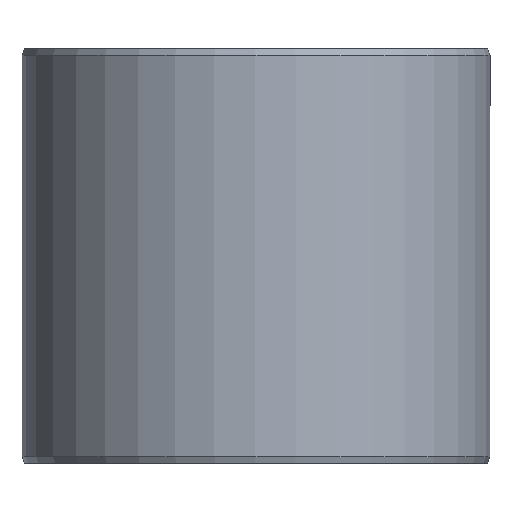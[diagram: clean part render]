
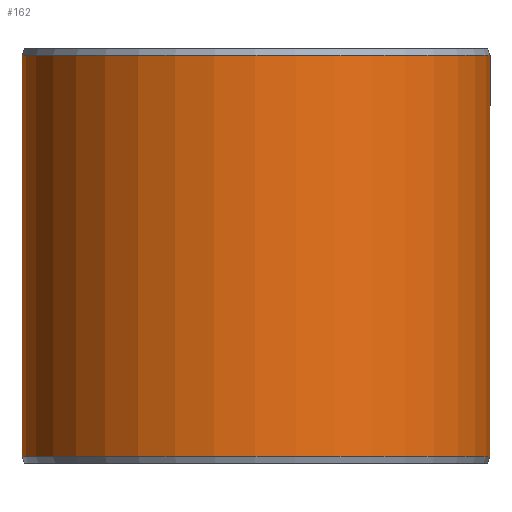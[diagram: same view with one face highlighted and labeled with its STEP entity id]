
A CAD part, front view. The second image highlights one B-rep face of the part: STEP entity #162.
In plain terms, the highlighted cylindrical face has radius 65 mm (diameter 130 mm), a partial arc.
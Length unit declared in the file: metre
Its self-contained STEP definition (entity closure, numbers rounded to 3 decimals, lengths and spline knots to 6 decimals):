
#162=ADVANCED_FACE('',(#185,#186),#187,.T.);
#185=FACE_OUTER_BOUND('',#211,.T.);
#186=FACE_BOUND('',#212,.T.);
#187=CYLINDRICAL_SURFACE('',#213,0.065);
#211=EDGE_LOOP('',(#289,#290,#291,#292));
#212=EDGE_LOOP('',(#293));
#213=AXIS2_PLACEMENT_3D('',#294,#295,#296);
#289=ORIENTED_EDGE('',*,*,#314,.T.);
#290=ORIENTED_EDGE('',*,*,#323,.F.);
#291=ORIENTED_EDGE('',*,*,#309,.F.);
#292=ORIENTED_EDGE('',*,*,#324,.T.);
#293=ORIENTED_EDGE('',*,*,#327,.T.);
#294=CARTESIAN_POINT('',(0.,0.,0.0));
#295=DIRECTION('',(0.,0.0,-1.0));
#296=DIRECTION('',(-1.0,0.0,0.));
#309=EDGE_CURVE('',#341,#342,#343,.T.);
#314=EDGE_CURVE('',#351,#349,#352,.T.);
#323=EDGE_CURVE('',#342,#349,#365,.T.);
#324=EDGE_CURVE('',#341,#351,#366,.T.);
#327=EDGE_CURVE('',#370,#370,#371,.T.);
#341=VERTEX_POINT('',#389);
#342=VERTEX_POINT('',#390);
#343=CIRCLE('',#391,0.065);
#349=VERTEX_POINT('',#399);
#351=VERTEX_POINT('',#402);
#352=CIRCLE('',#403,0.065);
#365=LINE('',#422,#423);
#366=LINE('',#424,#425);
#370=VERTEX_POINT('',#503);
#371=B_SPLINE_CURVE_WITH_KNOTS('',3,(#504,#505,#506,#507,#508,#509,#510,#511,#512,#513,#514,#515,#516,#517,#518,#519,#520,#521,#522,#523,#524,#525,#526,#527,#528,#529,#530,#531,#532,#533,#534,#535,#536,#537,#538,#539,#540,#541,#542,#543,#544,#545,#546,#547,#548,#549,#550,#551,#552,#553,#554,#555,#556,#557,#558,#559,#560,#561,#562,#563,#564,#565,#566,#567,#568,#569,#570,#571,#572,#573,#574,#575,#576,#577),.UNSPECIFIED.,.T.,.F.,(2,2,2,2,2,2,2,2,2,2,2,2,2,2,2,2,2,2,2,2,2,2,2,2,2,2,2,2,2,2,2,2,2,2,2,2,2,2,2),(-0.000977,0.0,0.000977,0.001466,0.001955,0.002932,0.003909,0.004886,0.005864,0.006841,0.007818,0.008795,0.009773,0.010261,0.01075,0.011727,0.012704,0.013193,0.013682,0.014659,0.015636,0.016614,0.017591,0.018568,0.019545,0.020523,0.0215,0.022477,0.023454,0.024432,0.02492,0.025409,0.026386,0.027363,0.028341,0.029318,0.030295,0.031272,0.03225),.UNSPECIFIED.);
#389=CARTESIAN_POINT('',(0.001134,0.06499,0.0018));
#390=CARTESIAN_POINT('',(0.,0.065,0.0018));
#391=AXIS2_PLACEMENT_3D('',#591,#592,#593);
#399=CARTESIAN_POINT('',(0.,0.065,0.1132));
#402=CARTESIAN_POINT('',(0.001134,0.06499,0.1132));
#403=AXIS2_PLACEMENT_3D('',#600,#601,#602);
#422=CARTESIAN_POINT('',(0.,0.065,0.0018));
#423=VECTOR('',#615,1.0);
#424=CARTESIAN_POINT('',(0.001134,0.06499,0.0018));
#425=VECTOR('',#616,1.0);
#503=CARTESIAN_POINT('',(0.052976,-0.037664,0.0575));
#504=CARTESIAN_POINT('',(0.052976,-0.037664,0.05717));
#505=CARTESIAN_POINT('',(0.052976,-0.037664,0.05783));
#506=CARTESIAN_POINT('',(0.052994,-0.037638,0.058155));
#507=CARTESIAN_POINT('',(0.05305,-0.03756,0.058635));
#508=CARTESIAN_POINT('',(0.053073,-0.037527,0.058793));
#509=CARTESIAN_POINT('',(0.053128,-0.037449,0.059107));
#510=CARTESIAN_POINT('',(0.05316,-0.037403,0.059264));
#511=CARTESIAN_POINT('',(0.053268,-0.037249,0.059718));
#512=CARTESIAN_POINT('',(0.053357,-0.037123,0.060005));
#513=CARTESIAN_POINT('',(0.053563,-0.036824,0.060548));
#514=CARTESIAN_POINT('',(0.053683,-0.036649,0.060805));
#515=CARTESIAN_POINT('',(0.053942,-0.036267,0.061266));
#516=CARTESIAN_POINT('',(0.054082,-0.036058,0.061473));
#517=CARTESIAN_POINT('',(0.054384,-0.035601,0.061839));
#518=CARTESIAN_POINT('',(0.054543,-0.035358,0.061994));
#519=CARTESIAN_POINT('',(0.054868,-0.034851,0.062244));
#520=CARTESIAN_POINT('',(0.055036,-0.034585,0.06234));
#521=CARTESIAN_POINT('',(0.055377,-0.034036,0.062468));
#522=CARTESIAN_POINT('',(0.055546,-0.033759,0.0625));
#523=CARTESIAN_POINT('',(0.055883,-0.0332,0.0625));
#524=CARTESIAN_POINT('',(0.056051,-0.032915,0.062468));
#525=CARTESIAN_POINT('',(0.056373,-0.03236,0.06234));
#526=CARTESIAN_POINT('',(0.056528,-0.032089,0.062246));
#527=CARTESIAN_POINT('',(0.05675,-0.031693,0.062058));
#528=CARTESIAN_POINT('',(0.056823,-0.031562,0.061987));
#529=CARTESIAN_POINT('',(0.056963,-0.031309,0.061832));
#530=CARTESIAN_POINT('',(0.05703,-0.031186,0.061748));
#531=CARTESIAN_POINT('',(0.057225,-0.030828,0.061477));
#532=CARTESIAN_POINT('',(0.057344,-0.030606,0.06127));
#533=CARTESIAN_POINT('',(0.057563,-0.030192,0.060804));
#534=CARTESIAN_POINT('',(0.057659,-0.030008,0.060551));
#535=CARTESIAN_POINT('',(0.057784,-0.029766,0.060145));
#536=CARTESIAN_POINT('',(0.057822,-0.029691,0.060005));
#537=CARTESIAN_POINT('',(0.057893,-0.029553,0.059716));
#538=CARTESIAN_POINT('',(0.057925,-0.02949,0.059566));
#539=CARTESIAN_POINT('',(0.058011,-0.029322,0.059112));
#540=CARTESIAN_POINT('',(0.058054,-0.029237,0.0588));
#541=CARTESIAN_POINT('',(0.058111,-0.029122,0.05816));
#542=CARTESIAN_POINT('',(0.058126,-0.029093,0.057828));
#543=CARTESIAN_POINT('',(0.058126,-0.029092,0.057175));
#544=CARTESIAN_POINT('',(0.058112,-0.029121,0.056851));
#545=CARTESIAN_POINT('',(0.058054,-0.029235,0.056206));
#546=CARTESIAN_POINT('',(0.058011,-0.029321,0.05589));
#547=CARTESIAN_POINT('',(0.057898,-0.029544,0.055288));
#548=CARTESIAN_POINT('',(0.057828,-0.029682,0.054998));
#549=CARTESIAN_POINT('',(0.05766,-0.030007,0.05445));
#550=CARTESIAN_POINT('',(0.057564,-0.030191,0.054199));
#551=CARTESIAN_POINT('',(0.057348,-0.030598,0.053737));
#552=CARTESIAN_POINT('',(0.057227,-0.030825,0.053526));
#553=CARTESIAN_POINT('',(0.056967,-0.031303,0.053162));
#554=CARTESIAN_POINT('',(0.056828,-0.031554,0.053009));
#555=CARTESIAN_POINT('',(0.056532,-0.032082,0.052757));
#556=CARTESIAN_POINT('',(0.056374,-0.032358,0.052661));
#557=CARTESIAN_POINT('',(0.056053,-0.032911,0.052533));
#558=CARTESIAN_POINT('',(0.055888,-0.03319,0.0525));
#559=CARTESIAN_POINT('',(0.055548,-0.033756,0.0525));
#560=CARTESIAN_POINT('',(0.055378,-0.034034,0.052532));
#561=CARTESIAN_POINT('',(0.055125,-0.034441,0.052627));
#562=CARTESIAN_POINT('',(0.055041,-0.034576,0.052666));
#563=CARTESIAN_POINT('',(0.054874,-0.034841,0.052761));
#564=CARTESIAN_POINT('',(0.05479,-0.034973,0.052817));
#565=CARTESIAN_POINT('',(0.054544,-0.035356,0.053005));
#566=CARTESIAN_POINT('',(0.054387,-0.035597,0.053158));
#567=CARTESIAN_POINT('',(0.054087,-0.036051,0.05352));
#568=CARTESIAN_POINT('',(0.053944,-0.036265,0.053731));
#569=CARTESIAN_POINT('',(0.053684,-0.036648,0.054192));
#570=CARTESIAN_POINT('',(0.053567,-0.036819,0.054444));
#571=CARTESIAN_POINT('',(0.053359,-0.03712,0.054989));
#572=CARTESIAN_POINT('',(0.053269,-0.037248,0.05528));
#573=CARTESIAN_POINT('',(0.053125,-0.037453,0.055882));
#574=CARTESIAN_POINT('',(0.053069,-0.037532,0.056196));
#575=CARTESIAN_POINT('',(0.052994,-0.037638,0.056843));
#576=CARTESIAN_POINT('',(0.052976,-0.037664,0.05717));
#577=CARTESIAN_POINT('',(0.052976,-0.037664,0.05783));
#591=CARTESIAN_POINT('',(0.,0.,0.0018));
#592=DIRECTION('',(0.,0.0,-1.0));
#593=DIRECTION('',(-1.0,0.0,0.));
#600=CARTESIAN_POINT('',(0.,0.,0.1132));
#601=DIRECTION('',(0.,0.0,-1.0));
#602=DIRECTION('',(-1.0,0.0,0.));
#615=DIRECTION('',(0.,0.0,1.0));
#616=DIRECTION('',(0.,0.,1.0));
